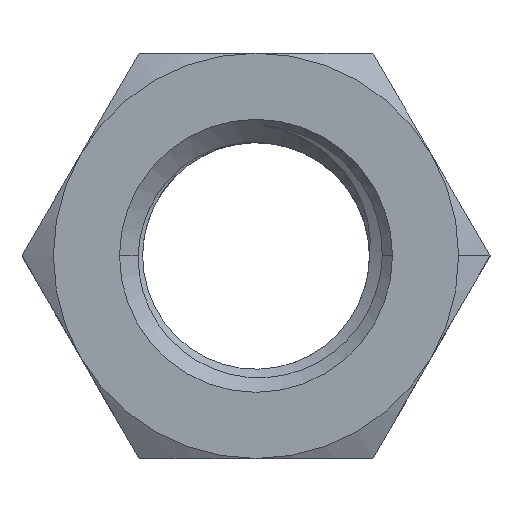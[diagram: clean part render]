
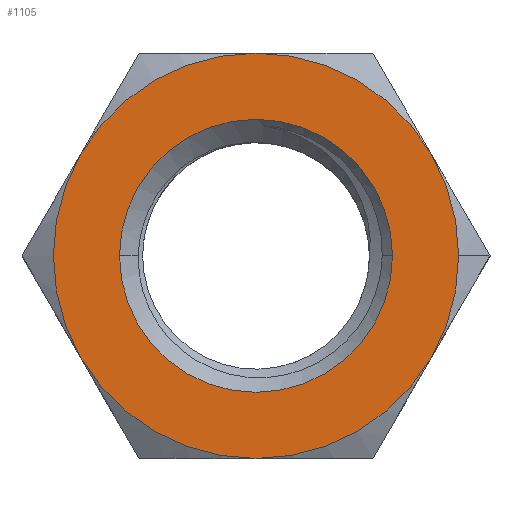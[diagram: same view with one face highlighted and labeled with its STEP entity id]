
A CAD part, top view. The second image highlights one B-rep face of the part: STEP entity #1105.
In plain terms, the highlighted planar face has unit normal (0, 0, 1).
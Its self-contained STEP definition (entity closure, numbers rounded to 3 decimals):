
#8 = DIRECTION ( 'NONE',  ( 1., 0., 0. ) ) ;
#21 = CARTESIAN_POINT ( 'NONE',  ( 0., 35., 36. ) ) ;
#36 = DIRECTION ( 'NONE',  ( 1., 0., 0. ) ) ;
#43 = ORIENTED_EDGE ( 'NONE', *, *, #2682, .T. ) ;
#63 = DIRECTION ( 'NONE',  ( 1., 0., 0. ) ) ;
#70 = EDGE_CURVE ( 'NONE', #2305, #208, #2075, .T. ) ;
#76 = DIRECTION ( 'NONE',  ( 1., 0., 0. ) ) ;
#90 = CARTESIAN_POINT ( 'NONE',  ( 0., 0., 36. ) ) ;
#115 = ORIENTED_EDGE ( 'NONE', *, *, #2094, .T. ) ;
#156 = DIRECTION ( 'NONE',  ( 0., 0., 1. ) ) ;
#160 = CARTESIAN_POINT ( 'NONE',  ( 0., 0., 36. ) ) ;
#184 = DIRECTION ( 'NONE',  ( 0., 0., 1. ) ) ;
#208 = VERTEX_POINT ( 'NONE', #2417 ) ;
#350 = VERTEX_POINT ( 'NONE', #21 ) ;
#357 = EDGE_CURVE ( 'NONE', #350, #2305, #2528, .T. ) ;
#366 = ORIENTED_EDGE ( 'NONE', *, *, #1352, .T. ) ;
#376 = AXIS2_PLACEMENT_3D ( 'NONE', #90, #2676, #1975 ) ;
#380 = ORIENTED_EDGE ( 'NONE', *, *, #1883, .T. ) ;
#389 = DIRECTION ( 'NONE',  ( 1., 0., 0. ) ) ;
#396 = VERTEX_POINT ( 'NONE', #978 ) ;
#451 = EDGE_CURVE ( 'NONE', #2133, #598, #1090, .T. ) ;
#496 = EDGE_CURVE ( 'NONE', #396, #2885, #975, .T. ) ;
#509 = CARTESIAN_POINT ( 'NONE',  ( 0., 0., 36. ) ) ;
#515 = ORIENTED_EDGE ( 'NONE', *, *, #357, .T. ) ;
#534 = FACE_OUTER_BOUND ( 'NONE', #699, .T. ) ;
#536 = CARTESIAN_POINT ( 'NONE',  ( 30.311, 17.5, 36. ) ) ;
#598 = VERTEX_POINT ( 'NONE', #1311 ) ;
#615 = AXIS2_PLACEMENT_3D ( 'NONE', #2829, #2603, #8 ) ;
#647 = CARTESIAN_POINT ( 'NONE',  ( -23.575, 0., 36. ) ) ;
#699 = EDGE_LOOP ( 'NONE', ( #115, #738, #43, #515, #885, #366, #2662 ) ) ;
#738 = ORIENTED_EDGE ( 'NONE', *, *, #1727, .T. ) ;
#742 = DIRECTION ( 'NONE',  ( 0., 0., 1. ) ) ;
#863 = AXIS2_PLACEMENT_3D ( 'NONE', #1446, #742, #36 ) ;
#885 = ORIENTED_EDGE ( 'NONE', *, *, #70, .T. ) ;
#895 = CARTESIAN_POINT ( 'NONE',  ( 0., 0., 36. ) ) ;
#975 = CIRCLE ( 'NONE', #376, 35. ) ;
#978 = CARTESIAN_POINT ( 'NONE',  ( 0., -35., 36. ) ) ;
#1060 = CARTESIAN_POINT ( 'NONE',  ( 35., 0., 36. ) ) ;
#1067 = CARTESIAN_POINT ( 'NONE',  ( -30.311, 17.5, 36. ) ) ;
#1090 = CIRCLE ( 'NONE', #2858, 23.575 ) ;
#1105 = ADVANCED_FACE ( 'NONE', ( #2561, #534 ), #2306, .T. ) ;
#1122 = DIRECTION ( 'NONE',  ( 1., 0., 0. ) ) ;
#1311 = CARTESIAN_POINT ( 'NONE',  ( 23.575, 0., 36. ) ) ;
#1317 = CIRCLE ( 'NONE', #1347, 35. ) ;
#1327 = DIRECTION ( 'NONE',  ( 1., 0., 0. ) ) ;
#1347 = AXIS2_PLACEMENT_3D ( 'NONE', #895, #184, #1122 ) ;
#1352 = EDGE_CURVE ( 'NONE', #208, #396, #1977, .T. ) ;
#1410 = CIRCLE ( 'NONE', #2836, 35. ) ;
#1434 = VERTEX_POINT ( 'NONE', #536 ) ;
#1446 = CARTESIAN_POINT ( 'NONE',  ( 0., 0., 36. ) ) ;
#1481 = DIRECTION ( 'NONE',  ( 0., 0., -1. ) ) ;
#1591 = CARTESIAN_POINT ( 'NONE',  ( 0., 0., 36. ) ) ;
#1671 = AXIS2_PLACEMENT_3D ( 'NONE', #509, #1937, #63 ) ;
#1672 = CIRCLE ( 'NONE', #615, 23.575 ) ;
#1727 = EDGE_CURVE ( 'NONE', #2290, #1434, #1410, .T. ) ;
#1746 = DIRECTION ( 'NONE',  ( 0., 0., 1. ) ) ;
#1874 = CIRCLE ( 'NONE', #2210, 35. ) ;
#1883 = EDGE_CURVE ( 'NONE', #598, #2133, #1672, .T. ) ;
#1937 = DIRECTION ( 'NONE',  ( 0., 0., 1. ) ) ;
#1952 = CARTESIAN_POINT ( 'NONE',  ( 0., 0., 36. ) ) ;
#1975 = DIRECTION ( 'NONE',  ( 1., 0., 0. ) ) ;
#1977 = CIRCLE ( 'NONE', #1671, 35. ) ;
#2075 = CIRCLE ( 'NONE', #2442, 35. ) ;
#2094 = EDGE_CURVE ( 'NONE', #2885, #2290, #1874, .T. ) ;
#2133 = VERTEX_POINT ( 'NONE', #647 ) ;
#2178 = ORIENTED_EDGE ( 'NONE', *, *, #451, .T. ) ;
#2210 = AXIS2_PLACEMENT_3D ( 'NONE', #160, #2279, #1327 ) ;
#2235 = CARTESIAN_POINT ( 'NONE',  ( 0., 0., 36. ) ) ;
#2245 = DIRECTION ( 'NONE',  ( 1., 0., 0. ) ) ;
#2275 = CARTESIAN_POINT ( 'NONE',  ( 30.311, -17.5, 36. ) ) ;
#2279 = DIRECTION ( 'NONE',  ( 0., 0., 1. ) ) ;
#2286 = CARTESIAN_POINT ( 'NONE',  ( 0., 0., 36. ) ) ;
#2290 = VERTEX_POINT ( 'NONE', #1060 ) ;
#2305 = VERTEX_POINT ( 'NONE', #1067 ) ;
#2306 = PLANE ( 'NONE',  #2820 ) ;
#2417 = CARTESIAN_POINT ( 'NONE',  ( -30.311, -17.5, 36. ) ) ;
#2442 = AXIS2_PLACEMENT_3D ( 'NONE', #2235, #1746, #2245 ) ;
#2460 = EDGE_LOOP ( 'NONE', ( #380, #2178 ) ) ;
#2516 = DIRECTION ( 'NONE',  ( 0., 0., 1. ) ) ;
#2528 = CIRCLE ( 'NONE', #863, 35. ) ;
#2561 = FACE_BOUND ( 'NONE', #2460, .T. ) ;
#2603 = DIRECTION ( 'NONE',  ( 0., 0., -1. ) ) ;
#2662 = ORIENTED_EDGE ( 'NONE', *, *, #496, .T. ) ;
#2676 = DIRECTION ( 'NONE',  ( 0., 0., 1. ) ) ;
#2682 = EDGE_CURVE ( 'NONE', #1434, #350, #1317, .T. ) ;
#2820 = AXIS2_PLACEMENT_3D ( 'NONE', #2286, #2516, #2992 ) ;
#2829 = CARTESIAN_POINT ( 'NONE',  ( 0., 0., 36. ) ) ;
#2836 = AXIS2_PLACEMENT_3D ( 'NONE', #1591, #156, #389 ) ;
#2858 = AXIS2_PLACEMENT_3D ( 'NONE', #1952, #1481, #76 ) ;
#2885 = VERTEX_POINT ( 'NONE', #2275 ) ;
#2992 = DIRECTION ( 'NONE',  ( 1., 0., 0. ) ) ;
